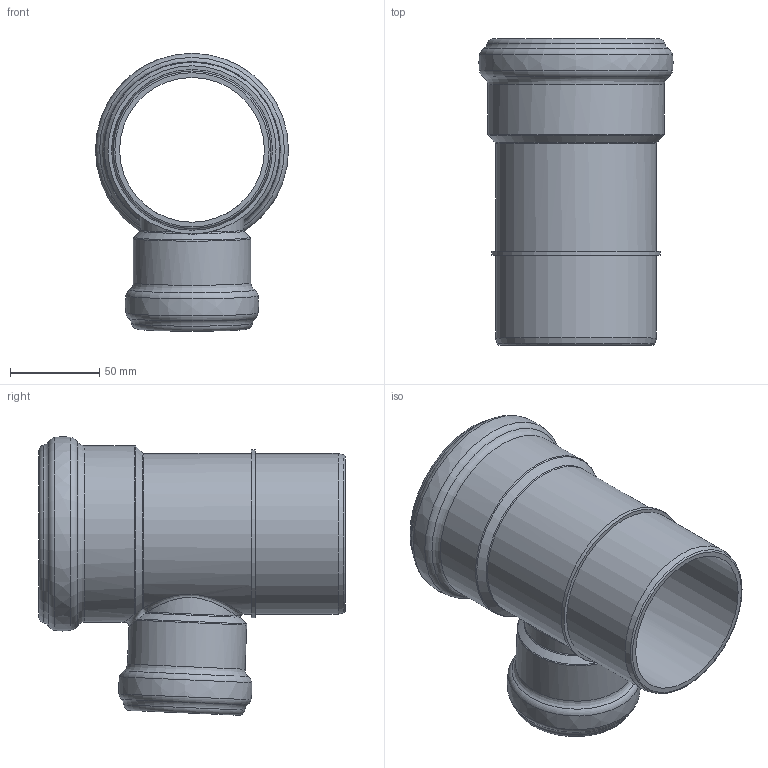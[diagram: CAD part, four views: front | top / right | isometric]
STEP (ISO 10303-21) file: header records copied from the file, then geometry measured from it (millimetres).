
FILE_DESCRIPTION(/* description */ (''),/* implementation_level */ '2;1');
FILE_NAME(/* name */ '334420z.stp',/* time_stamp */ '2024-08-14T09:30:02+02:00',/* author */ ('corinna'),/* organization */ (''),/* preprocessor_version */ 'ST-DEVELOPER v20',/* originating_system */ 'Autodesk Inventor 2024',/* authorisation */ '');
FILE_SCHEMA (('AUTOMOTIVE_DESIGN { 1 0 10303 214 3 1 1 }'));
Length unit declared in the file: millimetre
Products named in the file (1): 334420 SKOLANsafeEA Abzweiger DN_OD 90_58_87°
Bounding box: 109.1 x 172 x 156.34 mm (x, y, z)
Volume: 264497.2 mm3; surface area: 125880 mm2
Topology: 1 solids, 1 shells, 63 faces, 167 edges, 106 vertices
Faces by surface type: torus 30, cylinder 15, cone 9, bspline 5, plane 4
Full cylindrical faces by diameter (mm): 49.4 x1, 58.5 x1, 59 x1, 66.1 x1, 68.2 x1, 81.3 x1, 90.3 x2, 90.8 x1, 90.9 x1, 94.4 x1, 99 x1, 100.9 x1
Entity records: 37725 total; most frequent: CARTESIAN_POINT 36053, DIRECTION 390, ORIENTED_EDGE 334, AXIS2_PLACEMENT_3D 185, EDGE_CURVE 167, CIRCLE 118, VERTEX_POINT 106, EDGE_LOOP 67
